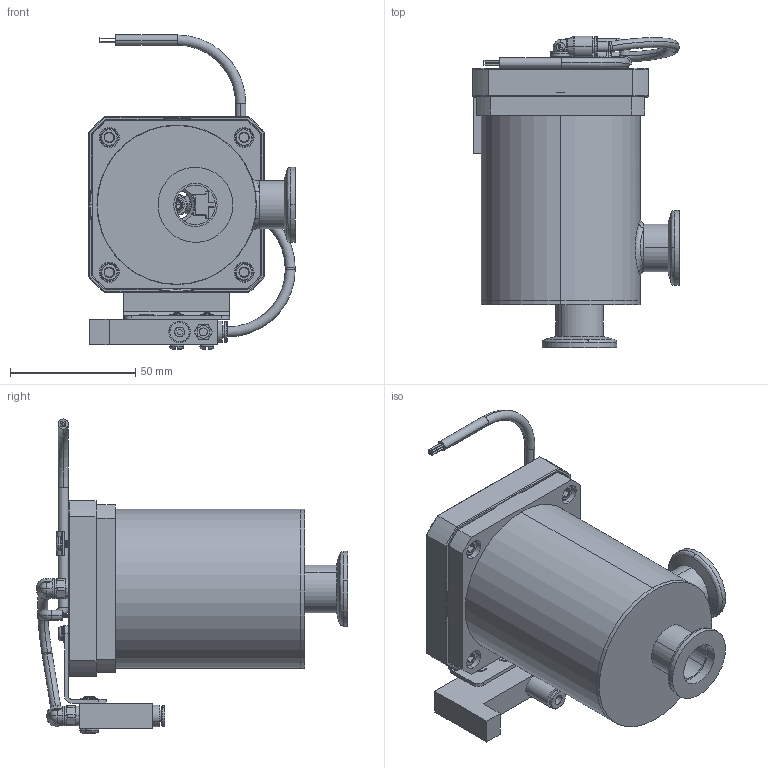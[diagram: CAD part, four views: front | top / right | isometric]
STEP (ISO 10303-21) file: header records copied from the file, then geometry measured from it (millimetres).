
FILE_DESCRIPTION (( 'STEP AP214' ), '1' );
FILE_NAME ('NAP-S02122.STEP', '2023-03-21T17:07:53', ( '' ), ( '' ), 'SwSTEP 2.0', 'SolidWorks 2020', '' );
FILE_SCHEMA (( 'AUTOMOTIVE_DESIGN' ));
Length unit declared in the file: inch
Products named in the file (1): NAP-S02122
Bounding box: 82.53 x 124.45 x 125.47 mm (x, y, z)
Volume: 118714.5 mm3; surface area: 111888.2 mm2
Topology: 48 solids, 48 shells, 2957 faces, 7876 edges, 5098 vertices
Faces by surface type: plane 1066, cylinder 951, cone 594, bspline 215, torus 125, sphere 6
Entity records: 159762 total; most frequent: CARTESIAN_POINT 50880, ORIENTED_EDGE 15744, DIRECTION 13534, EDGE_CURVE 7872, VERTEX_POINT 5098, AXIS2_PLACEMENT_3D 5061, VECTOR 3412, LINE 3412
